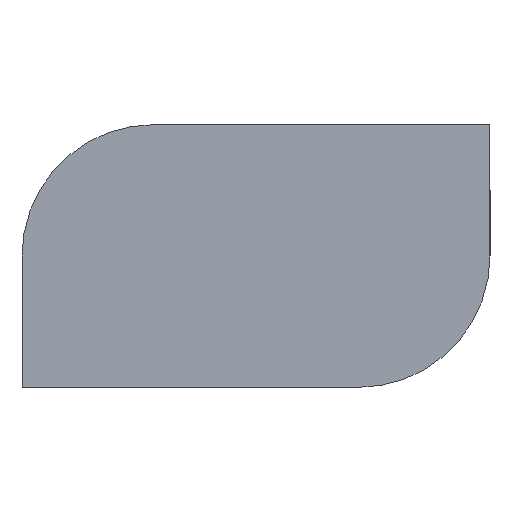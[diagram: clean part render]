
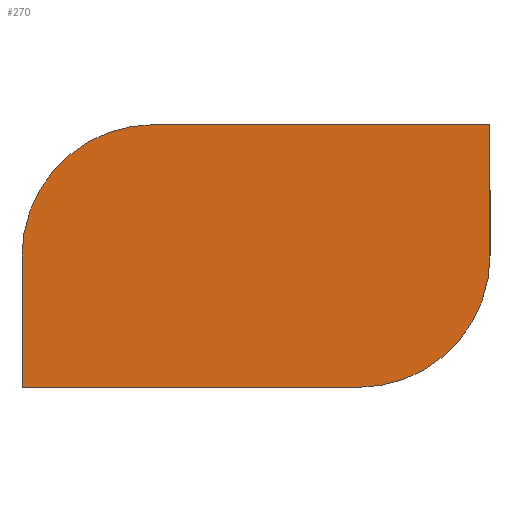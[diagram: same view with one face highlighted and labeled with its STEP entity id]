
A CAD part, front view. The second image highlights one B-rep face of the part: STEP entity #270.
In plain terms, the highlighted planar face has unit normal (0, -1, 0).
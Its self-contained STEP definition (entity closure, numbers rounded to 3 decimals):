
#4 = DIRECTION ( 'NONE',  ( 0., 0., 1. ) ) ;
#6 = CARTESIAN_POINT ( 'NONE',  ( -6.95, -2.2, -3.9 ) ) ;
#13 = LINE ( 'NONE', #6, #274 ) ;
#26 = VERTEX_POINT ( 'NONE', #157 ) ;
#36 = ORIENTED_EDGE ( 'NONE', *, *, #293, .F. ) ;
#41 = DIRECTION ( 'NONE',  ( 0., 0., 1. ) ) ;
#42 = AXIS2_PLACEMENT_3D ( 'NONE', #162, #417, #201 ) ;
#51 = VERTEX_POINT ( 'NONE', #84 ) ;
#68 = CARTESIAN_POINT ( 'NONE',  ( -6.95, -2.2, -3.9 ) ) ;
#73 = DIRECTION ( 'NONE',  ( 1., 0., 0. ) ) ;
#84 = CARTESIAN_POINT ( 'NONE',  ( 6.95, -2.2, 0. ) ) ;
#92 = ORIENTED_EDGE ( 'NONE', *, *, #423, .F. ) ;
#95 = ORIENTED_EDGE ( 'NONE', *, *, #211, .F. ) ;
#100 = DIRECTION ( 'NONE',  ( 0., 0., 1. ) ) ;
#131 = PLANE ( 'NONE',  #303 ) ;
#134 = DIRECTION ( 'NONE',  ( 0., 0., -1. ) ) ;
#151 = VERTEX_POINT ( 'NONE', #265 ) ;
#157 = CARTESIAN_POINT ( 'NONE',  ( -6.95, -2.2, 0. ) ) ;
#161 = LINE ( 'NONE', #386, #262 ) ;
#162 = CARTESIAN_POINT ( 'NONE',  ( -3.05, -2.2, 0. ) ) ;
#186 = FACE_OUTER_BOUND ( 'NONE', #268, .T. ) ;
#193 = ORIENTED_EDGE ( 'NONE', *, *, #251, .F. ) ;
#200 = CARTESIAN_POINT ( 'NONE',  ( -3.05, -2.2, 3.9 ) ) ;
#201 = DIRECTION ( 'NONE',  ( 0., 0., 1. ) ) ;
#202 = VERTEX_POINT ( 'NONE', #200 ) ;
#204 = CARTESIAN_POINT ( 'NONE',  ( 6.95, -2.2, 3.9 ) ) ;
#205 = DIRECTION ( 'NONE',  ( 0., 1., 0. ) ) ;
#211 = EDGE_CURVE ( 'NONE', #26, #202, #446, .T. ) ;
#234 = VECTOR ( 'NONE', #134, 1000. ) ;
#239 = DIRECTION ( 'NONE',  ( 0., 1., 0. ) ) ;
#241 = DIRECTION ( 'NONE',  ( -1., 0., 0. ) ) ;
#251 = EDGE_CURVE ( 'NONE', #151, #26, #281, .T. ) ;
#255 = EDGE_CURVE ( 'NONE', #51, #278, #341, .T. ) ;
#262 = VECTOR ( 'NONE', #73, 1000. ) ;
#265 = CARTESIAN_POINT ( 'NONE',  ( -6.95, -2.2, -3.9 ) ) ;
#268 = EDGE_LOOP ( 'NONE', ( #92, #95, #193, #358, #324, #36 ) ) ;
#270 = ADVANCED_FACE ( 'NONE', ( #186 ), #131, .F. ) ;
#274 = VECTOR ( 'NONE', #241, 1000. ) ;
#278 = VERTEX_POINT ( 'NONE', #282 ) ;
#281 = LINE ( 'NONE', #68, #438 ) ;
#282 = CARTESIAN_POINT ( 'NONE',  ( 3.05, -2.2, -3.9 ) ) ;
#293 = EDGE_CURVE ( 'NONE', #410, #51, #449, .T. ) ;
#303 = AXIS2_PLACEMENT_3D ( 'NONE', #385, #239, #41 ) ;
#324 = ORIENTED_EDGE ( 'NONE', *, *, #255, .F. ) ;
#341 = CIRCLE ( 'NONE', #372, 3.9 ) ;
#358 = ORIENTED_EDGE ( 'NONE', *, *, #414, .F. ) ;
#372 = AXIS2_PLACEMENT_3D ( 'NONE', #420, #205, #4 ) ;
#385 = CARTESIAN_POINT ( 'NONE',  ( 0., -2.2, 0. ) ) ;
#386 = CARTESIAN_POINT ( 'NONE',  ( -6.95, -2.2, 3.9 ) ) ;
#387 = CARTESIAN_POINT ( 'NONE',  ( 6.95, -2.2, -3.9 ) ) ;
#410 = VERTEX_POINT ( 'NONE', #204 ) ;
#414 = EDGE_CURVE ( 'NONE', #278, #151, #13, .T. ) ;
#417 = DIRECTION ( 'NONE',  ( 0., 1., 0. ) ) ;
#420 = CARTESIAN_POINT ( 'NONE',  ( 3.05, -2.2, 0. ) ) ;
#423 = EDGE_CURVE ( 'NONE', #202, #410, #161, .T. ) ;
#438 = VECTOR ( 'NONE', #100, 1000. ) ;
#446 = CIRCLE ( 'NONE', #42, 3.9 ) ;
#449 = LINE ( 'NONE', #387, #234 ) ;
